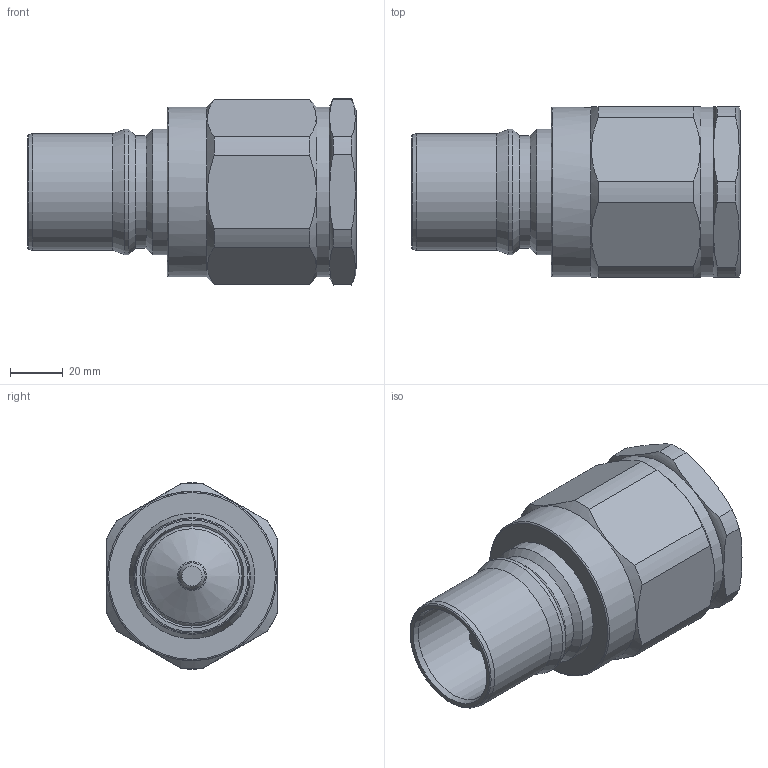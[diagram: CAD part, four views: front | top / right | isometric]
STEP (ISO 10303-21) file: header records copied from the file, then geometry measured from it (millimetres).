
FILE_DESCRIPTION (( 'STEP AP214' ), '1' );
FILE_NAME ('BB30.7106_IC_JV.STEP', '2016-09-22T14:02:18', ( '' ), ( '' ), 'SwSTEP 2.0', 'SolidWorks 2016', '' );
FILE_SCHEMA (( 'AUTOMOTIVE_DESIGN' ));
Length unit declared in the file: millimetre
Products named in the file (1): BB30.7106_IC_JV
Bounding box: 125.23 x 65 x 70.95 mm (x, y, z)
Volume: 281216.9 mm3; surface area: 36825.8 mm2
Topology: 1 solids, 1 shells, 56 faces, 131 edges, 81 vertices
Faces by surface type: cylinder 21, plane 18, cone 11, torus 6
Full cylindrical faces by diameter (mm): 10 x1, 38.15 x1, 39 x1, 42.8 x1, 44.4 x1, 47.8 x2, 64.5 x2
Entity records: 1804 total; most frequent: CARTESIAN_POINT 623, DIRECTION 244, ORIENTED_EDGE 202, AXIS2_PLACEMENT_3D 110, EDGE_CURVE 101, EDGE_LOOP 86, VERTEX_POINT 77, FACE_OUTER_BOUND 71
